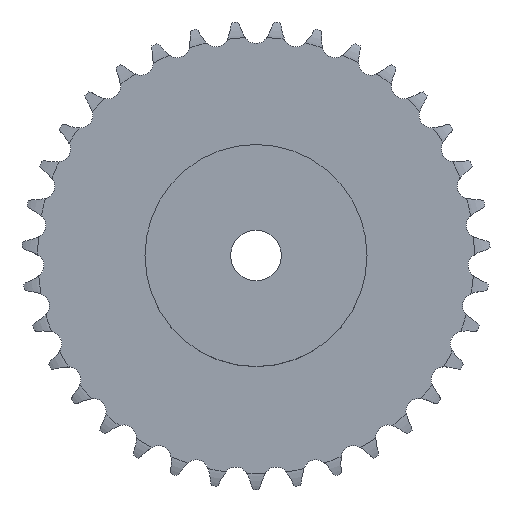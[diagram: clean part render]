
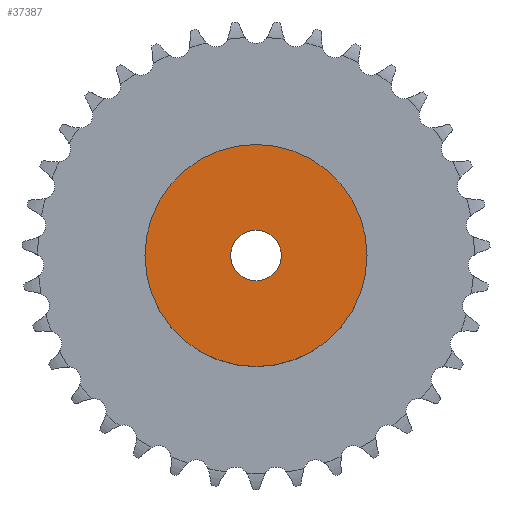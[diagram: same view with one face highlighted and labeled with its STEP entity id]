
A CAD part, top view. The second image highlights one B-rep face of the part: STEP entity #37387.
In plain terms, the highlighted planar face has unit normal (0, 0, 1).
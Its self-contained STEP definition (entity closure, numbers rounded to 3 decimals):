
#6361 = CYLINDRICAL_SURFACE('',#6362,35.);
#6362 = AXIS2_PLACEMENT_3D('',#6363,#6364,#6365);
#6363 = CARTESIAN_POINT('',(0.,0.,0.));
#6364 = DIRECTION('',(-0.,-0.,-1.));
#6365 = DIRECTION('',(1.,0.,0.));
#27990 = VERTEX_POINT('',#27991);
#27991 = CARTESIAN_POINT('',(35.,0.,20.));
#28012 = EDGE_CURVE('',#27990,#27990,#28013,.T.);
#28013 = SURFACE_CURVE('',#28014,(#28019,#28026),.PCURVE_S1.);
#28014 = CIRCLE('',#28015,35.);
#28015 = AXIS2_PLACEMENT_3D('',#28016,#28017,#28018);
#28016 = CARTESIAN_POINT('',(0.,0.,20.));
#28017 = DIRECTION('',(0.,0.,1.));
#28018 = DIRECTION('',(1.,0.,0.));
#28019 = PCURVE('',#6361,#28020);
#28020 = DEFINITIONAL_REPRESENTATION('',(#28021),#28025);
#28021 = LINE('',#28022,#28023);
#28022 = CARTESIAN_POINT('',(-0.,-20.));
#28023 = VECTOR('',#28024,1.);
#28024 = DIRECTION('',(-1.,0.));
#28025 = ( GEOMETRIC_REPRESENTATION_CONTEXT(2) 
PARAMETRIC_REPRESENTATION_CONTEXT() REPRESENTATION_CONTEXT('2D SPACE',''
  ) );
#28026 = PCURVE('',#28027,#28032);
#28027 = PLANE('',#28028);
#28028 = AXIS2_PLACEMENT_3D('',#28029,#28030,#28031);
#28029 = CARTESIAN_POINT('',(0.,0.,20.)
  );
#28030 = DIRECTION('',(0.,0.,1.));
#28031 = DIRECTION('',(1.,0.,0.));
#28032 = DEFINITIONAL_REPRESENTATION('',(#28033),#28037);
#28033 = CIRCLE('',#28034,35.);
#28034 = AXIS2_PLACEMENT_2D('',#28035,#28036);
#28035 = CARTESIAN_POINT('',(0.,0.));
#28036 = DIRECTION('',(1.,0.));
#28037 = ( GEOMETRIC_REPRESENTATION_CONTEXT(2) 
PARAMETRIC_REPRESENTATION_CONTEXT() REPRESENTATION_CONTEXT('2D SPACE',''
  ) );
#33466 = CYLINDRICAL_SURFACE('',#33467,8.);
#33467 = AXIS2_PLACEMENT_3D('',#33468,#33469,#33470);
#33468 = CARTESIAN_POINT('',(0.,0.,224.023));
#33469 = DIRECTION('',(0.,0.,1.));
#33470 = DIRECTION('',(1.,0.,0.));
#37387 = ADVANCED_FACE('',(#37388,#37391),#28027,.T.);
#37388 = FACE_BOUND('',#37389,.T.);
#37389 = EDGE_LOOP('',(#37390));
#37390 = ORIENTED_EDGE('',*,*,#28012,.T.);
#37391 = FACE_BOUND('',#37392,.T.);
#37392 = EDGE_LOOP('',(#37393));
#37393 = ORIENTED_EDGE('',*,*,#37394,.F.);
#37394 = EDGE_CURVE('',#37395,#37395,#37397,.T.);
#37395 = VERTEX_POINT('',#37396);
#37396 = CARTESIAN_POINT('',(8.,0.,20.));
#37397 = SURFACE_CURVE('',#37398,(#37403,#37410),.PCURVE_S1.);
#37398 = CIRCLE('',#37399,8.);
#37399 = AXIS2_PLACEMENT_3D('',#37400,#37401,#37402);
#37400 = CARTESIAN_POINT('',(0.,0.,20.));
#37401 = DIRECTION('',(0.,0.,1.));
#37402 = DIRECTION('',(1.,0.,0.));
#37403 = PCURVE('',#28027,#37404);
#37404 = DEFINITIONAL_REPRESENTATION('',(#37405),#37409);
#37405 = CIRCLE('',#37406,8.);
#37406 = AXIS2_PLACEMENT_2D('',#37407,#37408);
#37407 = CARTESIAN_POINT('',(0.,0.));
#37408 = DIRECTION('',(1.,0.));
#37409 = ( GEOMETRIC_REPRESENTATION_CONTEXT(2) 
PARAMETRIC_REPRESENTATION_CONTEXT() REPRESENTATION_CONTEXT('2D SPACE',''
  ) );
#37410 = PCURVE('',#33466,#37411);
#37411 = DEFINITIONAL_REPRESENTATION('',(#37412),#37416);
#37412 = LINE('',#37413,#37414);
#37413 = CARTESIAN_POINT('',(0.,-204.023));
#37414 = VECTOR('',#37415,1.);
#37415 = DIRECTION('',(1.,0.));
#37416 = ( GEOMETRIC_REPRESENTATION_CONTEXT(2) 
PARAMETRIC_REPRESENTATION_CONTEXT() REPRESENTATION_CONTEXT('2D SPACE',''
  ) );
